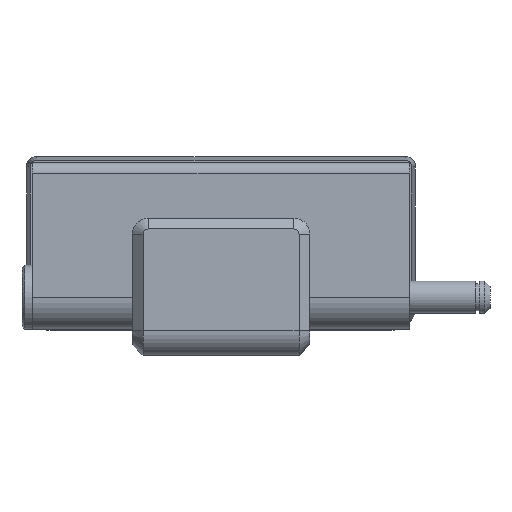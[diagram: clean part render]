
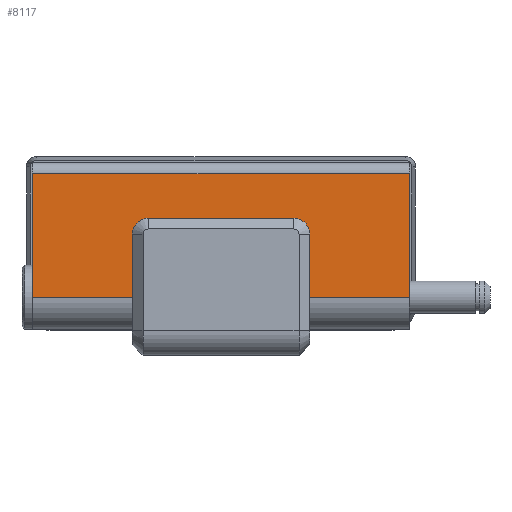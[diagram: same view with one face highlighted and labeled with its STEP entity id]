
A CAD part, front view. The second image highlights one B-rep face of the part: STEP entity #8117.
In plain terms, the highlighted planar face has unit normal (0, -1, 0).
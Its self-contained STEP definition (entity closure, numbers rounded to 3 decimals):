
#52 = VECTOR ( 'NONE', #3436, 1000. ) ;
#218 = CARTESIAN_POINT ( 'NONE',  ( 13.6, -6., 13.5 ) ) ;
#432 = DIRECTION ( 'NONE',  ( -1., 0., 0. ) ) ;
#520 = EDGE_CURVE ( 'NONE', #1829, #621, #7079, .T. ) ;
#621 = VERTEX_POINT ( 'NONE', #4585 ) ;
#888 = DIRECTION ( 'NONE',  ( -1., 0., 0. ) ) ;
#1261 = EDGE_CURVE ( 'NONE', #7836, #7333, #8614, .T. ) ;
#1396 = ORIENTED_EDGE ( 'NONE', *, *, #7449, .F. ) ;
#1632 = PLANE ( 'NONE',  #8246 ) ;
#1719 = DIRECTION ( 'NONE',  ( -1., 0., 0. ) ) ;
#1829 = VERTEX_POINT ( 'NONE', #6882 ) ;
#1831 = VECTOR ( 'NONE', #432, 1000. ) ;
#2220 = VECTOR ( 'NONE', #3790, 1000. ) ;
#2282 = VERTEX_POINT ( 'NONE', #8594 ) ;
#2286 = EDGE_CURVE ( 'NONE', #7958, #621, #8435, .T. ) ;
#2637 = DIRECTION ( 'NONE',  ( 0., 0., -1. ) ) ;
#3057 = CARTESIAN_POINT ( 'NONE',  ( 35., -6., 0. ) ) ;
#3219 = ORIENTED_EDGE ( 'NONE', *, *, #7242, .F. ) ;
#3339 = CARTESIAN_POINT ( 'NONE',  ( -13.6, -6., 13.5 ) ) ;
#3436 = DIRECTION ( 'NONE',  ( 0., 0., -1. ) ) ;
#3637 = CARTESIAN_POINT ( 'NONE',  ( 13.6, -6., 13.5 ) ) ;
#3697 = LINE ( 'NONE', #7478, #1831 ) ;
#3770 = DIRECTION ( 'NONE',  ( 0., 0., 1. ) ) ;
#3790 = DIRECTION ( 'NONE',  ( 1., 0., 0. ) ) ;
#3929 = ORIENTED_EDGE ( 'NONE', *, *, #4172, .F. ) ;
#4100 = LINE ( 'NONE', #8752, #2220 ) ;
#4172 = EDGE_CURVE ( 'NONE', #5246, #1829, #6744, .T. ) ;
#4377 = ORIENTED_EDGE ( 'NONE', *, *, #1261, .T. ) ;
#4382 = CARTESIAN_POINT ( 'NONE',  ( 35., -6., 23. ) ) ;
#4416 = ORIENTED_EDGE ( 'NONE', *, *, #4457, .T. ) ;
#4450 = ORIENTED_EDGE ( 'NONE', *, *, #520, .F. ) ;
#4457 = EDGE_CURVE ( 'NONE', #5246, #7836, #4980, .T. ) ;
#4530 = EDGE_CURVE ( 'NONE', #5281, #7958, #4100, .T. ) ;
#4585 = CARTESIAN_POINT ( 'NONE',  ( 13.6, -6., 0. ) ) ;
#4619 = CARTESIAN_POINT ( 'NONE',  ( -35., -6., 0. ) ) ;
#4704 = CARTESIAN_POINT ( 'NONE',  ( 35., -6., 0. ) ) ;
#4980 = LINE ( 'NONE', #4382, #6853 ) ;
#5083 = VECTOR ( 'NONE', #2637, 1000. ) ;
#5246 = VERTEX_POINT ( 'NONE', #5458 ) ;
#5281 = VERTEX_POINT ( 'NONE', #3339 ) ;
#5458 = CARTESIAN_POINT ( 'NONE',  ( 35., -6., 23. ) ) ;
#5559 = CARTESIAN_POINT ( 'NONE',  ( -13.6, -6., 13.5 ) ) ;
#5963 = CARTESIAN_POINT ( 'NONE',  ( -35., -6., 0. ) ) ;
#6173 = ORIENTED_EDGE ( 'NONE', *, *, #2286, .T. ) ;
#6653 = CARTESIAN_POINT ( 'NONE',  ( 35., -6., 0. ) ) ;
#6720 = VECTOR ( 'NONE', #8150, 1000. ) ;
#6744 = LINE ( 'NONE', #4704, #5083 ) ;
#6853 = VECTOR ( 'NONE', #888, 1000. ) ;
#6882 = CARTESIAN_POINT ( 'NONE',  ( 35., -6., 0. ) ) ;
#7079 = LINE ( 'NONE', #6653, #8984 ) ;
#7152 = CARTESIAN_POINT ( 'NONE',  ( -35., -6., 23. ) ) ;
#7223 = ORIENTED_EDGE ( 'NONE', *, *, #4530, .T. ) ;
#7242 = EDGE_CURVE ( 'NONE', #5281, #2282, #9045, .T. ) ;
#7333 = VERTEX_POINT ( 'NONE', #5963 ) ;
#7449 = EDGE_CURVE ( 'NONE', #2282, #7333, #3697, .T. ) ;
#7478 = CARTESIAN_POINT ( 'NONE',  ( 35., -6., 0. ) ) ;
#7836 = VERTEX_POINT ( 'NONE', #7152 ) ;
#7888 = DIRECTION ( 'NONE',  ( 0., 0., -1. ) ) ;
#7958 = VERTEX_POINT ( 'NONE', #218 ) ;
#8014 = DIRECTION ( 'NONE',  ( 0., 1., 0. ) ) ;
#8117 = ADVANCED_FACE ( 'NONE', ( #8467 ), #1632, .F. ) ;
#8150 = DIRECTION ( 'NONE',  ( 0., 0., -1. ) ) ;
#8181 = EDGE_LOOP ( 'NONE', ( #3929, #4416, #4377, #1396, #3219, #7223, #6173, #4450 ) ) ;
#8208 = VECTOR ( 'NONE', #7888, 1000. ) ;
#8246 = AXIS2_PLACEMENT_3D ( 'NONE', #3057, #8014, #3770 ) ;
#8435 = LINE ( 'NONE', #3637, #8208 ) ;
#8467 = FACE_OUTER_BOUND ( 'NONE', #8181, .T. ) ;
#8594 = CARTESIAN_POINT ( 'NONE',  ( -13.6, -6., 0. ) ) ;
#8614 = LINE ( 'NONE', #4619, #6720 ) ;
#8752 = CARTESIAN_POINT ( 'NONE',  ( -13.6, -6., 13.5 ) ) ;
#8984 = VECTOR ( 'NONE', #1719, 1000. ) ;
#9045 = LINE ( 'NONE', #5559, #52 ) ;
